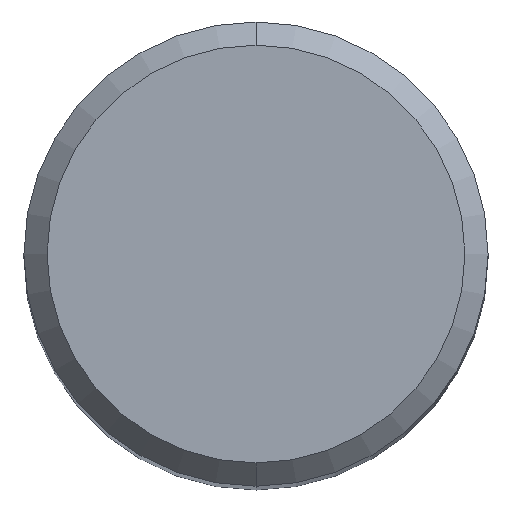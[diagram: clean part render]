
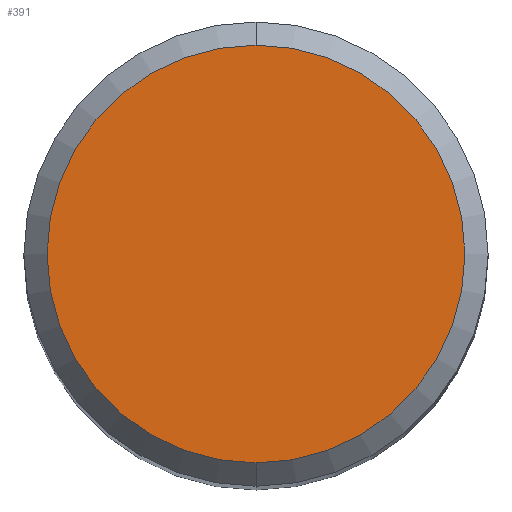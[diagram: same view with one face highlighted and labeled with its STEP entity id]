
A CAD part, top view. The second image highlights one B-rep face of the part: STEP entity #391.
In plain terms, the highlighted planar face has unit normal (0, 0, 1).
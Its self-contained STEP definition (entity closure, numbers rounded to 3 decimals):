
#239=VERTEX_POINT('',#551);
#249=EDGE_CURVE('',#379,#239,#561,.T.);
#361=EDGE_CURVE('',#239,#379,#684,.T.);
#379=VERTEX_POINT('',#704);
#391=ADVANCED_FACE('',(#718),#719,.T.);
#551=CARTESIAN_POINT('',(0.0,3.6,0.0));
#561=CIRCLE('',#980,3.6);
#684=CIRCLE('',#1201,3.6);
#704=CARTESIAN_POINT('',(0.,-3.6,0.0));
#718=FACE_OUTER_BOUND('',#1266,.T.);
#719=PLANE('',#1267);
#980=AXIS2_PLACEMENT_3D('',#1526,#1527,#1528);
#1201=AXIS2_PLACEMENT_3D('',#1661,#1662,#1663);
#1266=EDGE_LOOP('',(#1712,#1713));
#1267=AXIS2_PLACEMENT_3D('',#1714,#1715,#1716);
#1526=CARTESIAN_POINT('',(0.0,0.0,0.0));
#1527=DIRECTION('',(0.0,0.0,-1.0));
#1528=DIRECTION('',(0.0,1.0,0.0));
#1661=CARTESIAN_POINT('',(0.0,0.0,0.0));
#1662=DIRECTION('',(0.0,0.0,-1.0));
#1663=DIRECTION('',(0.0,1.0,0.0));
#1712=ORIENTED_EDGE('',*,*,#361,.F.);
#1713=ORIENTED_EDGE('',*,*,#249,.F.);
#1714=CARTESIAN_POINT('',(0.0,1.8,0.0));
#1715=DIRECTION('',(-0.0,0.0,1.0));
#1716=DIRECTION('',(0.0,-1.0,0.0));
